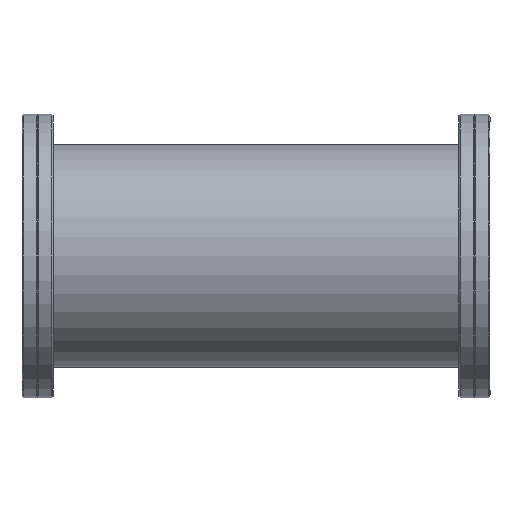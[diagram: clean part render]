
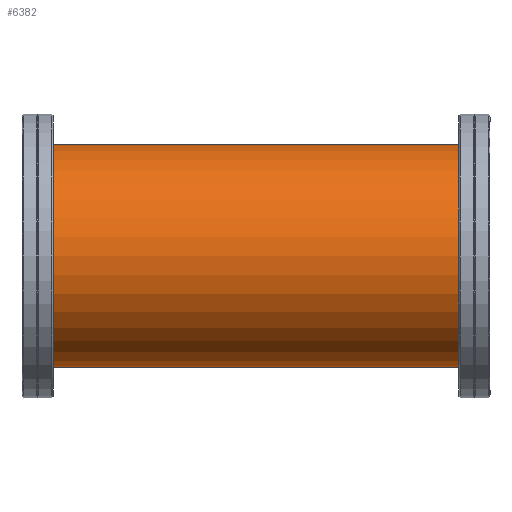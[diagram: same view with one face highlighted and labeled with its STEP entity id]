
A CAD part, front view. The second image highlights one B-rep face of the part: STEP entity #6382.
In plain terms, the highlighted cylindrical face has radius 79.5 mm (diameter 159 mm), a partial arc.
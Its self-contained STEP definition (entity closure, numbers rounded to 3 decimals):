
#36 = CARTESIAN_POINT ( 'NONE',  ( 315., 0., 79.5 ) ) ;
#198 = CIRCLE ( 'NONE', #3649, 79.5 ) ;
#412 = DIRECTION ( 'NONE',  ( -1., 0., 0. ) ) ;
#454 = CARTESIAN_POINT ( 'NONE',  ( 320., 0., -79.5 ) ) ;
#485 = VERTEX_POINT ( 'NONE', #36 ) ;
#587 = VERTEX_POINT ( 'NONE', #4574 ) ;
#934 = DIRECTION ( 'NONE',  ( -1., 0., 0. ) ) ;
#989 = AXIS2_PLACEMENT_3D ( 'NONE', #7363, #3802, #3829 ) ;
#1020 = ORIENTED_EDGE ( 'NONE', *, *, #4538, .F. ) ;
#1042 = EDGE_CURVE ( 'NONE', #6097, #587, #3878, .T. ) ;
#1770 = EDGE_CURVE ( 'NONE', #6097, #485, #198, .T. ) ;
#1820 = ORIENTED_EDGE ( 'NONE', *, *, #1042, .F. ) ;
#1913 = EDGE_CURVE ( 'NONE', #485, #7324, #4479, .T. ) ;
#2929 = VECTOR ( 'NONE', #3417, 1000. ) ;
#3290 = CARTESIAN_POINT ( 'NONE',  ( 315., 0., -79.5 ) ) ;
#3337 = CIRCLE ( 'NONE', #5968, 79.5 ) ;
#3417 = DIRECTION ( 'NONE',  ( -1., 0., 0. ) ) ;
#3649 = AXIS2_PLACEMENT_3D ( 'NONE', #3909, #412, #4495 ) ;
#3696 = VECTOR ( 'NONE', #6318, 1000. ) ;
#3802 = DIRECTION ( 'NONE',  ( -1., 0., 0. ) ) ;
#3829 = DIRECTION ( 'NONE',  ( 0., 0., 1. ) ) ;
#3878 = LINE ( 'NONE', #454, #3696 ) ;
#3909 = CARTESIAN_POINT ( 'NONE',  ( 315., 0., 0. ) ) ;
#3946 = ORIENTED_EDGE ( 'NONE', *, *, #1770, .T. ) ;
#3980 = FACE_OUTER_BOUND ( 'NONE', #6792, .T. ) ;
#4422 = CARTESIAN_POINT ( 'NONE',  ( 0., 0., 0. ) ) ;
#4479 = LINE ( 'NONE', #5106, #2929 ) ;
#4495 = DIRECTION ( 'NONE',  ( 0., 0., -1. ) ) ;
#4538 = EDGE_CURVE ( 'NONE', #587, #7324, #3337, .T. ) ;
#4574 = CARTESIAN_POINT ( 'NONE',  ( 0., 0., -79.5 ) ) ;
#5022 = DIRECTION ( 'NONE',  ( 0., 0., 1. ) ) ;
#5106 = CARTESIAN_POINT ( 'NONE',  ( 320., 0., 79.5 ) ) ;
#5968 = AXIS2_PLACEMENT_3D ( 'NONE', #4422, #934, #5022 ) ;
#6097 = VERTEX_POINT ( 'NONE', #3290 ) ;
#6318 = DIRECTION ( 'NONE',  ( -1., 0., 0. ) ) ;
#6382 = ADVANCED_FACE ( 'NONE', ( #3980 ), #6383, .T. ) ;
#6383 = CYLINDRICAL_SURFACE ( 'NONE', #989, 79.5 ) ;
#6555 = CARTESIAN_POINT ( 'NONE',  ( 0., 0., 79.5 ) ) ;
#6792 = EDGE_LOOP ( 'NONE', ( #1820, #3946, #7475, #1020 ) ) ;
#7324 = VERTEX_POINT ( 'NONE', #6555 ) ;
#7363 = CARTESIAN_POINT ( 'NONE',  ( 320., 0., 0. ) ) ;
#7475 = ORIENTED_EDGE ( 'NONE', *, *, #1913, .T. ) ;
